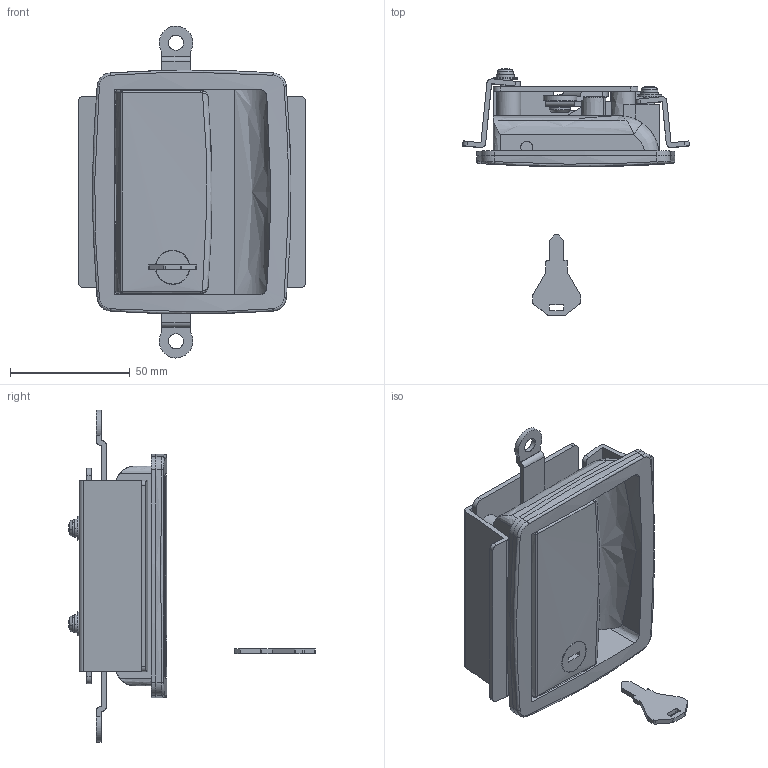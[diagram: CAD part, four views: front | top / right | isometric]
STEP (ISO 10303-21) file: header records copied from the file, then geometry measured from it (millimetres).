
FILE_DESCRIPTION((''),'2;1');
FILE_NAME('','2005-10-12T11:56:17',(''),(''),'','CADfix','');
FILE_SCHEMA(('AUTOMOTIVE_DESIGN'));
Length unit declared in the file: millimetre
Products named in the file (15): link_C_mr; link_C; link_B; link_A; key; lock; handle; screw; bracket_B; bracket_A; shaft; packing; bracket_C; base; THA_429_1K_2P_30808_36
Assembly tree (17 placements, depth 2):
  THA_429_1K_2P_30808_36
    link_C_mr
    link_C
    link_B
    link_A
    key
    lock
    handle
    screw  x4
    bracket_B
    bracket_A
    shaft
    packing
    bracket_C
    base
Bounding box: 94.85 x 103.19 x 138.87 mm (x, y, z)
Volume: 97111.8 mm3; surface area: 85175.2 mm2
Topology: 17 solids, 17 shells, 634 faces, 1898 edges, 1332 vertices
Faces by surface type: bspline 634
Entity records: 20446 total; most frequent: CARTESIAN_POINT 11280, ORIENTED_EDGE 3136, EDGE_CURVE 1568, VERTEX_POINT 1098, QUASI_UNIFORM_CURVE 828, EDGE_LOOP 606, FACE_OUTER_BOUND 526, ADVANCED_FACE 526
